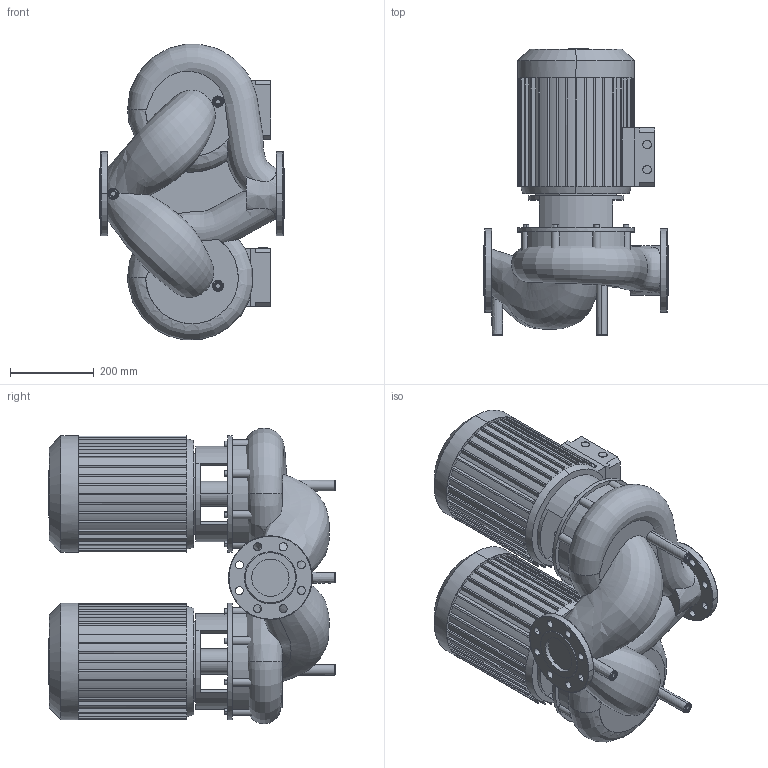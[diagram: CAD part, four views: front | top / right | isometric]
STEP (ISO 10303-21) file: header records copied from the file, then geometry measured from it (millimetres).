
FILE_DESCRIPTION((''),'2;1');
FILE_NAME('3d_DPL80_155-7_5_2-2121275.stp','2016-08-24T11:00:45',(''),(''),'Mechanical Desktop 2009','Mechanical Desktop 2009',', , ');
FILE_SCHEMA(('CONFIG_CONTROL_DESIGN'));
Length unit declared in the file: millimetre
Products named in the file (1): Product
Bounding box: 440 x 684.38 x 706.24 mm (x, y, z)
Volume: 75619541.2 mm3; surface area: 2790319.1 mm2
Topology: 17 solids, 17 shells, 991 faces, 2501 edges, 1591 vertices
Faces by surface type: plane 510, bspline 239, cylinder 228, cone 10, torus 4
Entity records: 51623 total; most frequent: CARTESIAN_POINT 27957, ORIENTED_EDGE 4994, DIRECTION 4804, EDGE_CURVE 2497, AXIS2_PLACEMENT_3D 1713, VERTEX_POINT 1589, VECTOR 1378, LINE 1378
